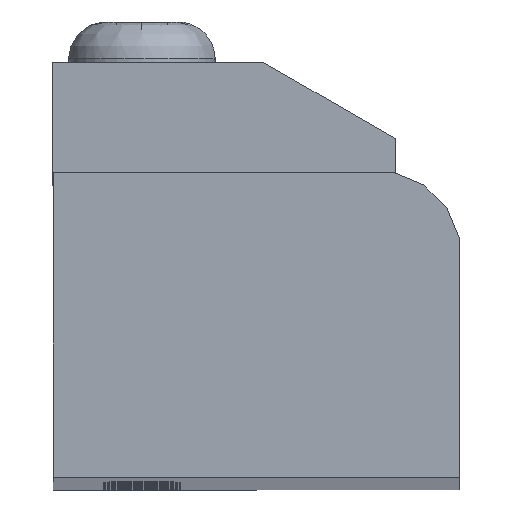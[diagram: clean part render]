
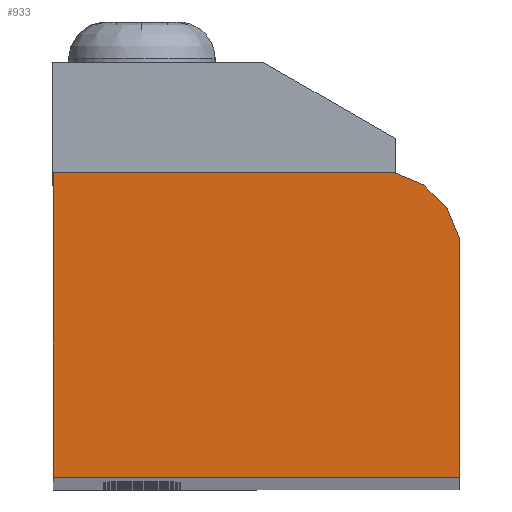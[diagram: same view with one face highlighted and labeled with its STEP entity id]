
A CAD part, top view. The second image highlights one B-rep face of the part: STEP entity #933.
In plain terms, the highlighted planar face has unit normal (0, 0, 1).
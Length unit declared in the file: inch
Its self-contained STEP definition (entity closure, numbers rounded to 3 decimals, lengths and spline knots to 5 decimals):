
#614=CARTESIAN_POINT('',(0.0,0.0,18.0));
#615=VERTEX_POINT('',#614);
#616=CARTESIAN_POINT('',(0.,0.75,18.0));
#617=VERTEX_POINT('',#616);
#618=CARTESIAN_POINT('',(0.0,0.0,18.0));
#619=DIRECTION('',(0.0,1.0,0.0));
#620=VECTOR('',#619,0.75);
#621=LINE('',#618,#620);
#622=EDGE_CURVE('',#615,#617,#621,.T.);
#660=CARTESIAN_POINT('',(0.84044,0.75,18.0));
#661=VERTEX_POINT('',#660);
#662=CARTESIAN_POINT('',(0.,0.75,18.0));
#663=DIRECTION('',(1.0,0.0,0.0));
#664=VECTOR('',#663,0.84044);
#665=LINE('',#662,#664);
#666=EDGE_CURVE('',#617,#661,#665,.T.);
#727=CARTESIAN_POINT('',(0.91282,0.72002,18.0));
#728=VERTEX_POINT('',#727);
#729=CARTESIAN_POINT('',(0.84044,0.75,18.0));
#730=DIRECTION('',(0.924,-0.383,0.0));
#731=VECTOR('',#730,0.07834);
#732=LINE('',#729,#731);
#733=EDGE_CURVE('',#661,#728,#732,.T.);
#758=CARTESIAN_POINT('',(0.96939,0.66345,18.0));
#759=VERTEX_POINT('',#758);
#760=CARTESIAN_POINT('',(0.91282,0.72002,18.0));
#761=DIRECTION('',(0.707,-0.707,0.0));
#762=VECTOR('',#761,0.08);
#763=LINE('',#760,#762);
#764=EDGE_CURVE('',#728,#759,#763,.T.);
#789=CARTESIAN_POINT('',(1.0,0.58954,18.0));
#790=VERTEX_POINT('',#789);
#791=CARTESIAN_POINT('',(0.96939,0.66345,18.0));
#792=DIRECTION('',(0.383,-0.924,0.0));
#793=VECTOR('',#792,0.08);
#794=LINE('',#791,#793);
#795=EDGE_CURVE('',#759,#790,#794,.T.);
#820=CARTESIAN_POINT('',(1.0,0.,18.0));
#821=VERTEX_POINT('',#820);
#822=CARTESIAN_POINT('',(1.0,0.58954,18.0));
#823=DIRECTION('',(0.0,-1.0,0.0));
#824=VECTOR('',#823,0.58954);
#825=LINE('',#822,#824);
#826=EDGE_CURVE('',#790,#821,#825,.T.);
#851=CARTESIAN_POINT('',(1.0,0.,18.0));
#852=DIRECTION('',(-1.0,0.0,0.0));
#853=VECTOR('',#852,1.0);
#854=LINE('',#851,#853);
#855=EDGE_CURVE('',#821,#615,#854,.T.);
#919=CARTESIAN_POINT('',(0.48721,0.36521,18.0));
#920=DIRECTION('',(0.0,0.0,1.0));
#921=DIRECTION('',(1.0,0.0,0.0));
#922=AXIS2_PLACEMENT_3D('',#919,#920,#921);
#923=PLANE('',#922);
#924=ORIENTED_EDGE('',*,*,#622,.F.);
#925=ORIENTED_EDGE('',*,*,#855,.F.);
#926=ORIENTED_EDGE('',*,*,#826,.F.);
#927=ORIENTED_EDGE('',*,*,#795,.F.);
#928=ORIENTED_EDGE('',*,*,#764,.F.);
#929=ORIENTED_EDGE('',*,*,#733,.F.);
#930=ORIENTED_EDGE('',*,*,#666,.F.);
#931=EDGE_LOOP('',(#924,#925,#926,#927,#928,#929,#930));
#932=FACE_OUTER_BOUND('',#931,.T.);
#933=ADVANCED_FACE('',(#932),#923,.T.);
